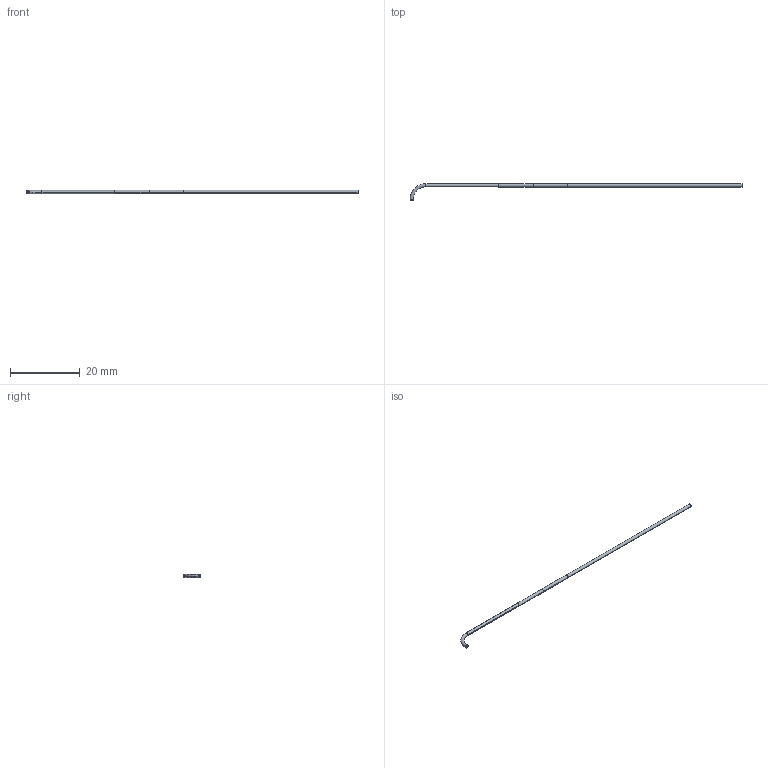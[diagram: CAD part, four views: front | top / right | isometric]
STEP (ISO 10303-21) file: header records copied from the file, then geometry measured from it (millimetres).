
FILE_DESCRIPTION((''),'2;1');
FILE_NAME('166412_ASM','2016-03-09T',('pdmadmin'),(''),'PRO/ENGINEER BY PARAMETRIC TECHNOLOGY CORPORATION, 2013230','PRO/ENGINEER BY PARAMETRIC TECHNOLOGY CORPORATION, 2013230','');
FILE_SCHEMA(('CONFIG_CONTROL_DESIGN'));
Length unit declared in the file: inch
Products named in the file (4): 13555_AF2; 10141_AF2; FIBER_CORE_020_X__AF2; 166412_ASM
Assembly tree (3 placements, depth 2):
  166412_ASM
    13555_AF2
    10141_AF2
    FIBER_CORE_020_X__AF2
Bounding box: 95.4 x 4.88 x 1.02 mm (x, y, z)
Volume: 65.5 mm3; surface area: 473.1 mm2
Topology: 3 solids, 4 shells, 32 faces, 62 edges, 36 vertices
Faces by surface type: cylinder 18, plane 6, torus 4, bspline 4
Entity records: 1104 total; most frequent: CARTESIAN_POINT 323, DIRECTION 172, ORIENTED_EDGE 120, AXIS2_PLACEMENT_3D 77, EDGE_CURVE 62, CIRCLE 40, VERTEX_POINT 36, EDGE_LOOP 34
